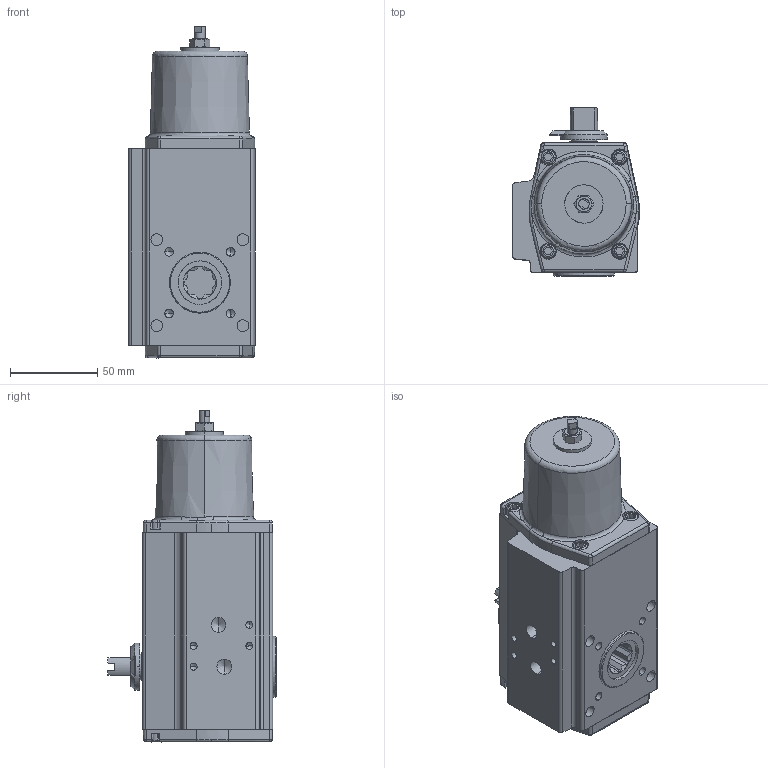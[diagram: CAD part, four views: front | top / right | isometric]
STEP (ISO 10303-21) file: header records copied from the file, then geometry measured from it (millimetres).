
FILE_DESCRIPTION (( 'STEP AP203' ), '1' );
FILE_NAME ('2605921-al77-210-sr-axel-larsson.step', '2007-07-10T06:34:13', ( 'Gustaf Hederström' ), ( 'Cevican AB' ), 'SwSTEP 2.0', 'SolidWorks 2002308', '' );
FILE_SCHEMA (( 'CONFIG_CONTROL_DESIGN' ));
Length unit declared in the file: millimetre
Products named in the file (1): 2605921-al77-210-sr-axel-larsson
Bounding box: 72.93 x 96.64 x 190.8 mm (x, y, z)
Volume: 726922.2 mm3; surface area: 63516.5 mm2
Topology: 1 solids, 9 shells, 496 faces, 1303 edges, 834 vertices
Faces by surface type: plane 195, cylinder 164, cone 93, torus 32, bspline 12
Entity records: 25413 total; most frequent: CARTESIAN_POINT 13992, ORIENTED_EDGE 2538, DIRECTION 2005, EDGE_CURVE 1269, VERTEX_POINT 834, AXIS2_PLACEMENT_3D 718, LINE 569, VECTOR 569
